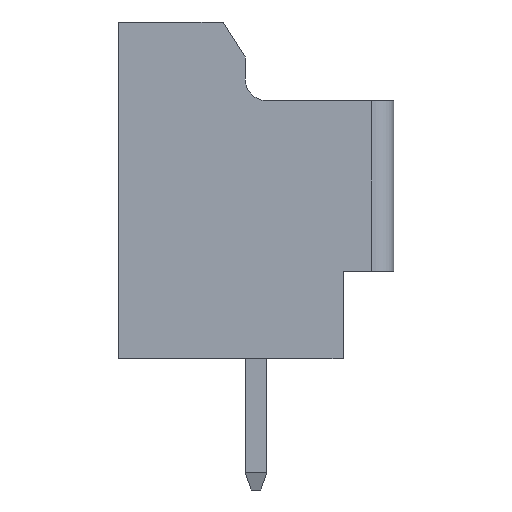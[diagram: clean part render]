
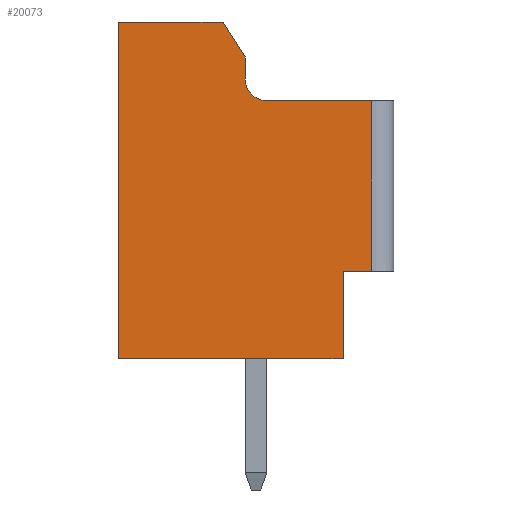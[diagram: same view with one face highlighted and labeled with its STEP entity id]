
A CAD part, left-side view. The second image highlights one B-rep face of the part: STEP entity #20073.
In plain terms, the highlighted planar face has unit normal (-1, 0, 0).
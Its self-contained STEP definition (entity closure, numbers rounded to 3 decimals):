
#60 = VERTEX_POINT ( 'NONE', #12073 ) ;
#474 = VECTOR ( 'NONE', #1726, 1000. ) ;
#913 = AXIS2_PLACEMENT_3D ( 'NONE', #14126, #7595, #10857 ) ;
#1139 = ORIENTED_EDGE ( 'NONE', *, *, #9266, .T. ) ;
#1357 = CARTESIAN_POINT ( 'NONE',  ( -7.5, 0.25, 7.7 ) ) ;
#1369 = VECTOR ( 'NONE', #17366, 1000. ) ;
#1572 = EDGE_CURVE ( 'NONE', #2263, #2881, #12436, .T. ) ;
#1726 = DIRECTION ( 'NONE',  ( 0., -1., 0. ) ) ;
#1955 = VECTOR ( 'NONE', #18822, 1000. ) ;
#2021 = VERTEX_POINT ( 'NONE', #16020 ) ;
#2263 = VERTEX_POINT ( 'NONE', #6046 ) ;
#2873 = CARTESIAN_POINT ( 'NONE',  ( -7.5, -1.99, 7.7 ) ) ;
#2881 = VERTEX_POINT ( 'NONE', #14288 ) ;
#3303 = AXIS2_PLACEMENT_3D ( 'NONE', #20209, #12542, #5799 ) ;
#3964 = VERTEX_POINT ( 'NONE', #5976 ) ;
#4442 = EDGE_CURVE ( 'NONE', #3964, #14883, #18948, .T. ) ;
#4593 = LINE ( 'NONE', #11111, #13047 ) ;
#4711 = ORIENTED_EDGE ( 'NONE', *, *, #8103, .F. ) ;
#5051 = LINE ( 'NONE', #13045, #8704 ) ;
#5144 = VERTEX_POINT ( 'NONE', #18013 ) ;
#5553 = LINE ( 'NONE', #19743, #8324 ) ;
#5799 = DIRECTION ( 'NONE',  ( 0., 0., 1. ) ) ;
#5864 = CARTESIAN_POINT ( 'NONE',  ( -7.5, 0.25, 6.4 ) ) ;
#5924 = FACE_OUTER_BOUND ( 'NONE', #14947, .T. ) ;
#5976 = CARTESIAN_POINT ( 'NONE',  ( -7.5, 0.25, 6.9 ) ) ;
#6026 = VECTOR ( 'NONE', #16873, 1000. ) ;
#6046 = CARTESIAN_POINT ( 'NONE',  ( -7.5, -2.65, 2. ) ) ;
#6567 = EDGE_CURVE ( 'NONE', #2021, #3964, #8964, .T. ) ;
#7209 = CARTESIAN_POINT ( 'NONE',  ( -7.5, -0.346, 5.947 ) ) ;
#7497 = CARTESIAN_POINT ( 'NONE',  ( -7.5, 3.15, 7.7 ) ) ;
#7595 = DIRECTION ( 'NONE',  ( 1., 0., 0. ) ) ;
#7701 = PLANE ( 'NONE',  #913 ) ;
#8103 = EDGE_CURVE ( 'NONE', #60, #5144, #5051, .T. ) ;
#8291 = DIRECTION ( 'NONE',  ( 0., -1., 0. ) ) ;
#8324 = VECTOR ( 'NONE', #8693, 1000. ) ;
#8469 = ORIENTED_EDGE ( 'NONE', *, *, #12911, .T. ) ;
#8693 = DIRECTION ( 'NONE',  ( 0., 0., -1. ) ) ;
#8704 = VECTOR ( 'NONE', #8291, 1000. ) ;
#8743 = ORIENTED_EDGE ( 'NONE', *, *, #13093, .F. ) ;
#8964 = LINE ( 'NONE', #7209, #6026 ) ;
#9204 = ORIENTED_EDGE ( 'NONE', *, *, #13636, .F. ) ;
#9247 = CARTESIAN_POINT ( 'NONE',  ( -7.5, -3.15, 2. ) ) ;
#9266 = EDGE_CURVE ( 'NONE', #15040, #13670, #17541, .T. ) ;
#9540 = CARTESIAN_POINT ( 'NONE',  ( -7.5, -3.15, 0. ) ) ;
#9604 = DIRECTION ( 'NONE',  ( 0., -1., 0. ) ) ;
#10846 = CARTESIAN_POINT ( 'NONE',  ( -7.5, 3.15, 0. ) ) ;
#10857 = DIRECTION ( 'NONE',  ( 0., 0., 1. ) ) ;
#11111 = CARTESIAN_POINT ( 'NONE',  ( -7.5, -3.15, 7.7 ) ) ;
#11773 = ORIENTED_EDGE ( 'NONE', *, *, #4442, .F. ) ;
#12073 = CARTESIAN_POINT ( 'NONE',  ( -7.5, -0.25, 5.9 ) ) ;
#12436 = LINE ( 'NONE', #9247, #1955 ) ;
#12542 = DIRECTION ( 'NONE',  ( 1., 0., 0. ) ) ;
#12739 = EDGE_CURVE ( 'NONE', #60, #14883, #16350, .T. ) ;
#12911 = EDGE_CURVE ( 'NONE', #2263, #5144, #16432, .T. ) ;
#13045 = CARTESIAN_POINT ( 'NONE',  ( -7.5, -3.15, 5.9 ) ) ;
#13047 = VECTOR ( 'NONE', #9604, 1000. ) ;
#13093 = EDGE_CURVE ( 'NONE', #20002, #2021, #4593, .T. ) ;
#13636 = EDGE_CURVE ( 'NONE', #2881, #13670, #18936, .T. ) ;
#13670 = VERTEX_POINT ( 'NONE', #14712 ) ;
#14126 = CARTESIAN_POINT ( 'NONE',  ( -7.5, -3.15, 7.7 ) ) ;
#14288 = CARTESIAN_POINT ( 'NONE',  ( -7.5, -1.99, 2. ) ) ;
#14462 = ORIENTED_EDGE ( 'NONE', *, *, #15995, .T. ) ;
#14712 = CARTESIAN_POINT ( 'NONE',  ( -7.5, -1.99, 0. ) ) ;
#14883 = VERTEX_POINT ( 'NONE', #5864 ) ;
#14947 = EDGE_LOOP ( 'NONE', ( #16623, #8469, #4711, #19279, #11773, #18365, #8743, #14462, #1139, #9204 ) ) ;
#15040 = VERTEX_POINT ( 'NONE', #10846 ) ;
#15995 = EDGE_CURVE ( 'NONE', #20002, #15040, #5553, .T. ) ;
#16020 = CARTESIAN_POINT ( 'NONE',  ( -7.5, 0.75, 7.7 ) ) ;
#16228 = DIRECTION ( 'NONE',  ( 0., 0., 1. ) ) ;
#16350 = CIRCLE ( 'NONE', #3303, 0.5 ) ;
#16432 = LINE ( 'NONE', #19600, #16724 ) ;
#16623 = ORIENTED_EDGE ( 'NONE', *, *, #1572, .F. ) ;
#16724 = VECTOR ( 'NONE', #16228, 1000. ) ;
#16873 = DIRECTION ( 'NONE',  ( 0., -0.53, -0.848 ) ) ;
#17366 = DIRECTION ( 'NONE',  ( 0., 0., -1. ) ) ;
#17541 = LINE ( 'NONE', #9540, #474 ) ;
#17662 = DIRECTION ( 'NONE',  ( 0., 0., -1. ) ) ;
#18013 = CARTESIAN_POINT ( 'NONE',  ( -7.5, -2.65, 5.9 ) ) ;
#18365 = ORIENTED_EDGE ( 'NONE', *, *, #6567, .F. ) ;
#18822 = DIRECTION ( 'NONE',  ( 0., 1., 0. ) ) ;
#18856 = VECTOR ( 'NONE', #17662, 1000. ) ;
#18936 = LINE ( 'NONE', #2873, #1369 ) ;
#18948 = LINE ( 'NONE', #1357, #18856 ) ;
#19279 = ORIENTED_EDGE ( 'NONE', *, *, #12739, .T. ) ;
#19600 = CARTESIAN_POINT ( 'NONE',  ( -7.5, -2.65, 7.7 ) ) ;
#19743 = CARTESIAN_POINT ( 'NONE',  ( -7.5, 3.15, 7.7 ) ) ;
#20002 = VERTEX_POINT ( 'NONE', #7497 ) ;
#20073 = ADVANCED_FACE ( 'NONE', ( #5924 ), #7701, .F. ) ;
#20209 = CARTESIAN_POINT ( 'NONE',  ( -7.5, -0.25, 6.4 ) ) ;
